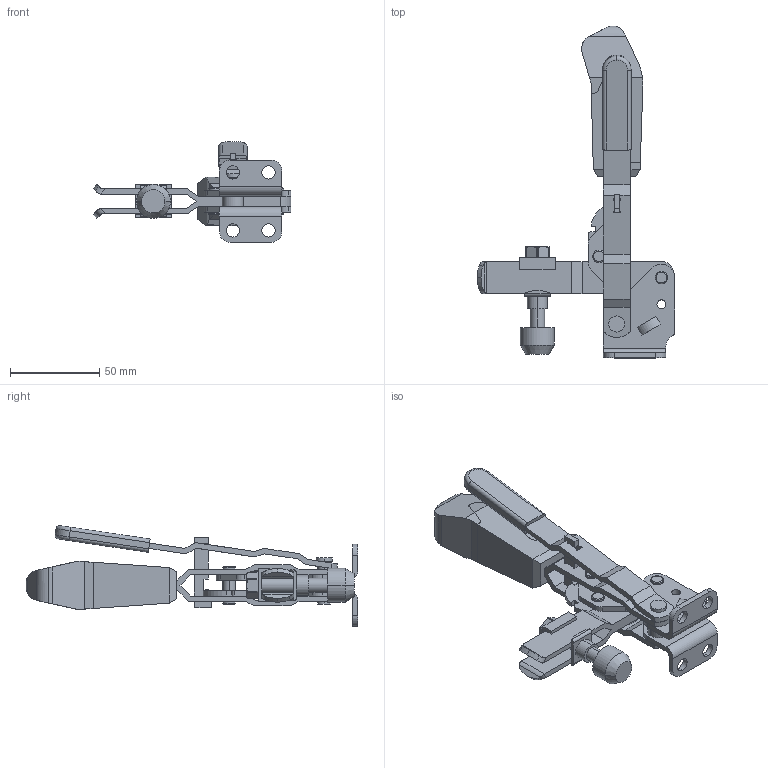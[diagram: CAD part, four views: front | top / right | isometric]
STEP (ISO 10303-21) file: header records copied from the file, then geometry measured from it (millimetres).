
FILE_DESCRIPTION(('STEP AP214'),'1');
FILE_NAME('HALDERN_EH_23330_0604.stp','2020-02-17T07:50:24',('TraceParts'),('TraceParts S.A.'),'Spatial InterOp 3D',' ',' ');
FILE_SCHEMA(('AUTOMOTIVE_DESIGN { 1 0 10303 214 1 1 1 1 }'));
Length unit declared in the file: millimetre
Products named in the file (1): HALDERN_EH_23330_0604_1
Bounding box: 110.74 x 186 x 56.49 mm (x, y, z)
Volume: 109629.5 mm3; surface area: 51158.8 mm2
Topology: 9 solids, 10 shells, 466 faces, 1222 edges, 796 vertices
Faces by surface type: plane 235, cylinder 191, torus 20, cone 20
Entity records: 18562 total; most frequent: CARTESIAN_POINT 2962, DIRECTION 2486, ORIENTED_EDGE 2444, EDGE_CURVE 1222, AXIS2_PLACEMENT_3D 867, VERTEX_POINT 796, LINE 752, VECTOR 752
